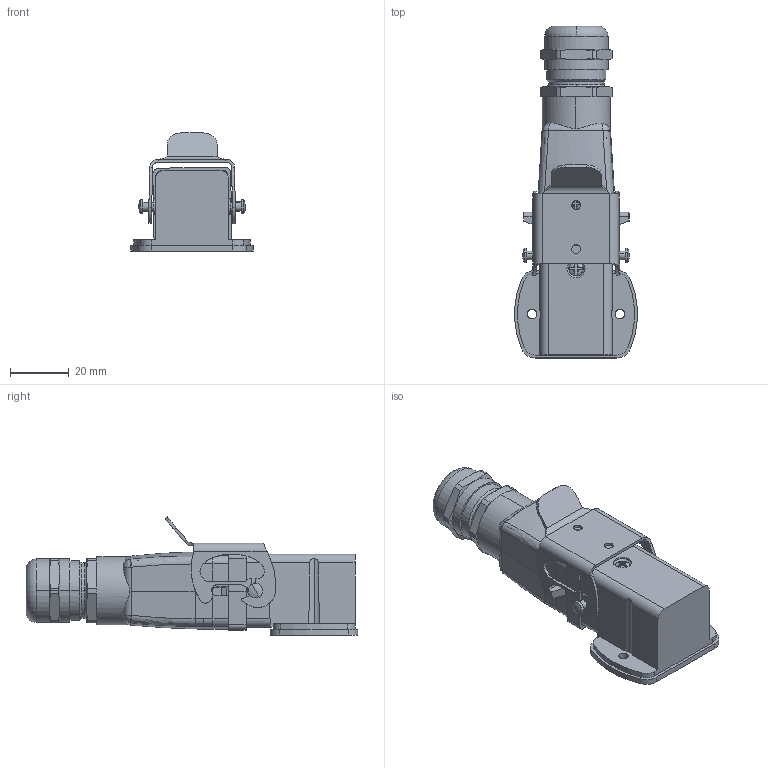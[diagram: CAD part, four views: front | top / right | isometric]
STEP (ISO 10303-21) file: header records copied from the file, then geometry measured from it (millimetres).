
FILE_DESCRIPTION(('CATIA V5 STEP Exchange','CAx-IF Rec.Pracs.--- Model Styling and Organization---1.5--- 2016-08-15','CAx-IF Rec.Pracs.---Supplemental Geometry---1.0---2011-11-01','CAx-IF Rec.Pracs.--- Composite Materials ---1.1---2010-07-15'),'2;1');
FILE_NAME ('2122962-4_0', '2025-04-10T05:10:26+00:00', ('none'), ('Weidmueller'), 'CATIA Version 5-6 Release 2022 SP4 HF5', 'CATIA V5 STEP AP214 v3', 'none');
FILE_SCHEMA(('AUTOMOTIVE_DESIGN { 1 0 10303 214 1 1 1 1 }'));
Products named in the file (1): 3124010000
Bounding box: 41.81 x 113.45 x 40.44 mm (x, y, z)
Volume: 44983.6 mm3; surface area: 35820.8 mm2
Topology: 1 solids, 5 shells, 1445 faces, 4103 edges, 2700 vertices
Faces by surface type: plane 796, cylinder 357, cone 182, bspline 34, torus 32, extrusion 30, sphere 12, revolution 2
Entity records: 51393 total; most frequent: CARTESIAN_POINT 15302, ORIENTED_EDGE 8190, DIRECTION 5660, EDGE_CURVE 4095, VERTEX_POINT 2700, VECTOR 2293, LINE 2263, AXIS2_PLACEMENT_3D 2063
